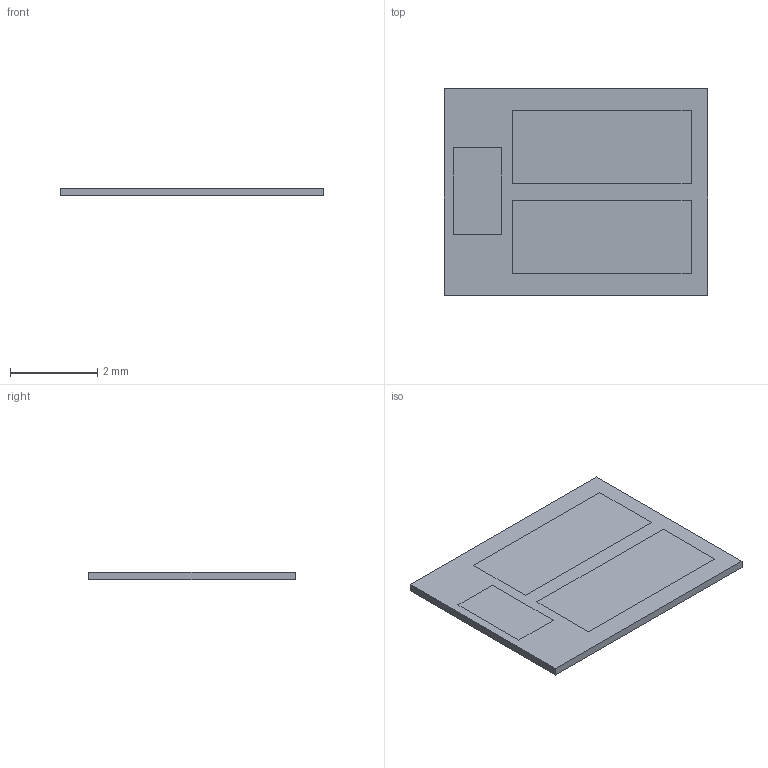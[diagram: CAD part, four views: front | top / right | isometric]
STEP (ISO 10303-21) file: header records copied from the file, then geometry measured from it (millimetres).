
FILE_DESCRIPTION (( 'STEP AP203' ), '1' );
FILE_NAME ('POD - 3.STEP', '2025-06-30T00:38:22', ( '' ), ( '' ), 'SwSTEP 2.0', 'SolidWorks 2015', '' );
FILE_SCHEMA (( 'CONFIG_CONTROL_DESIGN' ));
Length unit declared in the file: millimetre
Products named in the file (4): A$C01EB0BB3; POD - 3; A$C3FE4535B
Assembly tree (2 placements, depth 2):
  A$C01EB0BB3
  POD - 3
    A$C3FE4535B
    POD - 3
Bounding box: 6.04 x 4.73 x 0.18 mm (x, y, z)
Volume: 5.1 mm3; surface area: 94.1 mm2
Topology: 4 solids, 4 shells, 39 faces, 84 edges, 56 vertices
Faces by surface type: plane 39
Entity records: 90984 total; most frequent: CARTESIAN_POINT 22120, ORIENTED_EDGE 14539, DIRECTION 12588, EDGE_CURVE 7271, VECTOR 5862, LINE 5862, VERTEX_POINT 4412, EDGE_LOOP 3446
